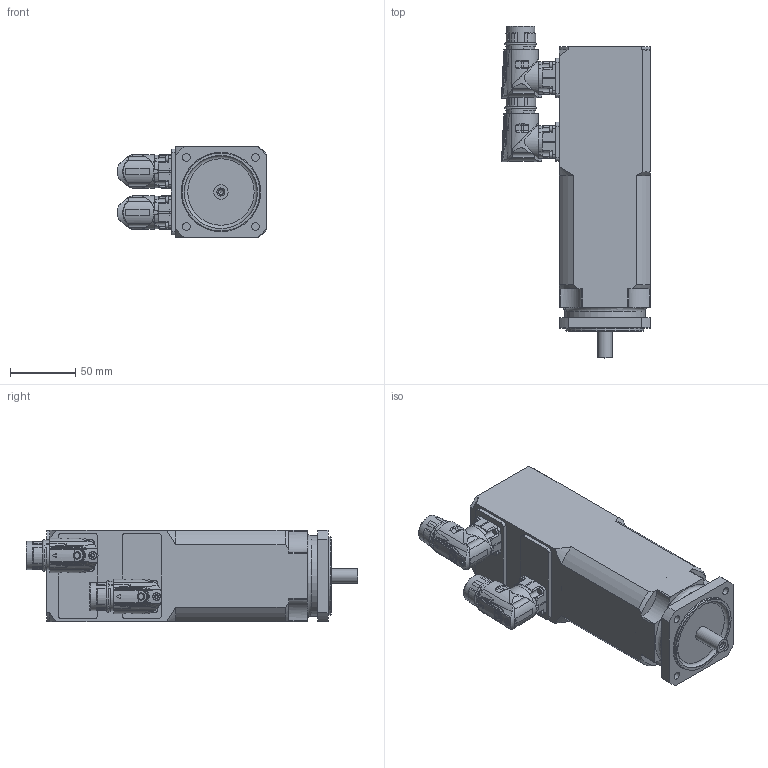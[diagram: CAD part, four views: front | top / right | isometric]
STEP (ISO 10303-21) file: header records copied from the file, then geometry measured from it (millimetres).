
FILE_DESCRIPTION(/* description */ (''),/* implementation_level */ '2;1');
FILE_NAME(/* name */ 'KSY268D_MD_R4.stp',/* time_stamp */ '2025-05-21T15:47:09+02:00',/* author */ (''),/* organization */ (''),/* preprocessor_version */ 'ST-DEVELOPER v16',/* originating_system */ 'SIEMENS PLM Software NX 10.0',/* authorisation */ '');
FILE_SCHEMA (('AUTOMOTIVE_DESIGN { 1 0 10303 214 3 1 1 1 }'));
Length unit declared in the file: millimetre
Products named in the file (2): 014250_D; KSY268D_MD_R4_S23
Assembly tree (2 placements, depth 2):
  KSY268D_MD_R4_S23
    014250_D  x2
Bounding box: 114.4 x 254.86 x 70 mm (x, y, z)
Volume: 788262.8 mm3; surface area: 116747.7 mm2
Topology: 5 solids, 6 shells, 718 faces, 1980 edges, 1314 vertices
Faces by surface type: plane 246, cylinder 218, bspline 114, cone 107, torus 21, sphere 12
Full cylindrical faces by diameter (mm): 3.432 x1, 4.5 x3, 4.8 x8, 5.5 x2, 5.9 x2, 6 x4, 11 x1, 17.4 x2, 20 x2, 21.15 x4, 21.6 x4, 21.653 x2, 21.7 x2, 24.3 x2, 56 x1, 60 x1, 62 x1, 68 x1, 69 x1
Entity records: 17153 total; most frequent: CARTESIAN_POINT 7524, ORIENTED_EDGE 2118, DIRECTION 1753, EDGE_CURVE 1059, VERTEX_POINT 729, AXIS2_PLACEMENT_3D 695, EDGE_LOOP 499, ADVANCED_FACE 411
